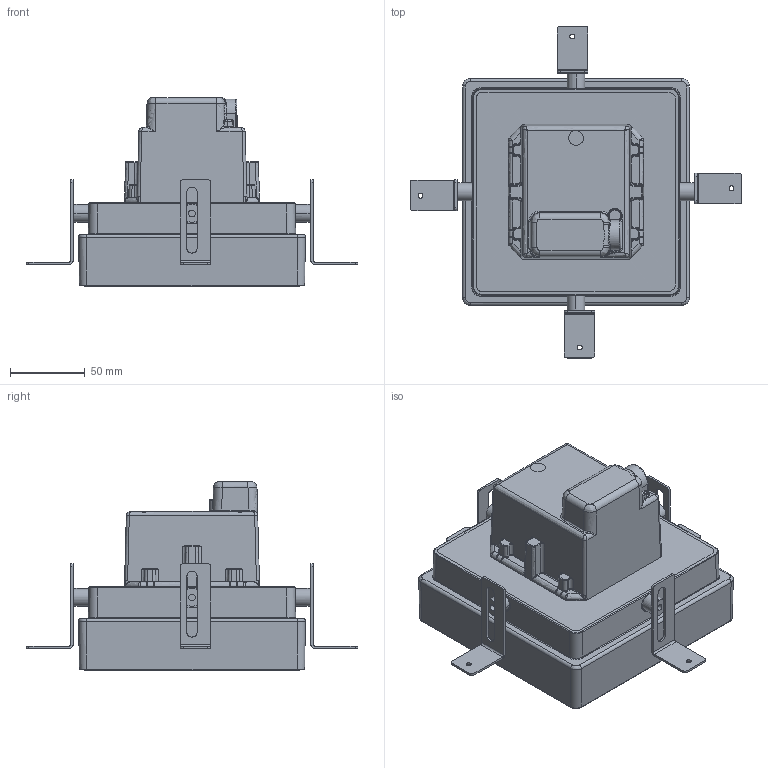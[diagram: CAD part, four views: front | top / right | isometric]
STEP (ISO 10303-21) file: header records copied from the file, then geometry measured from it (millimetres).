
FILE_DESCRIPTION(/* description */ (''),/* implementation_level */ '2;1');
FILE_NAME(/* name */ 'T412050_EGO 150 VETRO DL QUADRO',/* time_stamp */ '2018-02-01T15:18:09+01:00',/* author */ (''),/* organization */ (''),/* preprocessor_version */ 'ST-DEVELOPER v15',/* originating_system */ '',/* authorisation */ '');
FILE_SCHEMA (('CONFIG_CONTROL_DESIGN'));
Length unit declared in the file: millimetre
Products named in the file (1): Document
Bounding box: 222.02 x 222.02 x 126.3 mm (x, y, z)
Volume: 319153.9 mm3; surface area: 198030.7 mm2
Topology: 10 solids, 20 shells, 1089 faces, 2674 edges, 1581 vertices
Faces by surface type: bspline 875, plane 214
Entity records: 43854 total; most frequent: CARTESIAN_POINT 29337, ORIENTED_EDGE 5203, EDGE_CURVE 2631, VERTEX_POINT 1581, EDGE_LOOP 1136, ADVANCED_FACE 1089, FACE_OUTER_BOUND 1089, B_SPLINE_CURVE_WITH_KNOTS 964
